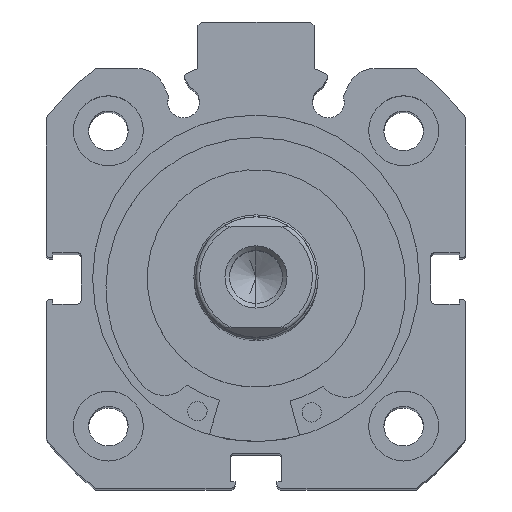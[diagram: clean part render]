
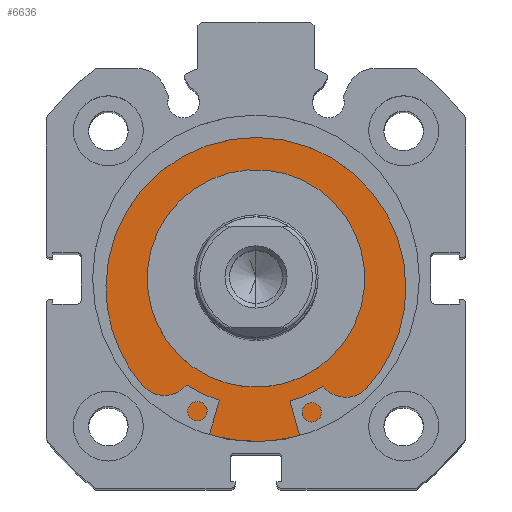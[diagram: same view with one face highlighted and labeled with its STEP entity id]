
A CAD part, top view. The second image highlights one B-rep face of the part: STEP entity #6636.
In plain terms, the highlighted face is planar.
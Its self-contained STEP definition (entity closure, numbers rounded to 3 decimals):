
#221 = AXIS2_PLACEMENT_3D ( 'NONE', #968, #969, #970 ) ;
#225 = AXIS2_PLACEMENT_3D ( 'NONE', #978, #979, #980 ) ;
#229 = AXIS2_PLACEMENT_3D ( 'NONE', #995, #1002, #1003 ) ;
#230 = AXIS2_PLACEMENT_3D ( 'NONE', #998, #1005, #1006 ) ;
#505 = AXIS2_PLACEMENT_3D ( 'NONE', #2338, #2340, #2341 ) ;
#968 = CARTESIAN_POINT ( 'NONE',  ( 3.5, 0., 0. ) ) ;
#969 = DIRECTION ( 'NONE',  ( -1., 0., 0. ) ) ;
#970 = DIRECTION ( 'NONE',  ( 0., 0., 1. ) ) ;
#978 = CARTESIAN_POINT ( 'NONE',  ( 3.5, 0., 0. ) ) ;
#979 = DIRECTION ( 'NONE',  ( -1., 0., 0. ) ) ;
#980 = DIRECTION ( 'NONE',  ( 0., 0., 1. ) ) ;
#995 = CARTESIAN_POINT ( 'NONE',  ( 3.5, 0., 0. ) ) ;
#998 = CARTESIAN_POINT ( 'NONE',  ( 3.5, 0., 0. ) ) ;
#1002 = DIRECTION ( 'NONE',  ( -1., 0., 0. ) ) ;
#1003 = DIRECTION ( 'NONE',  ( 0., 0., 1. ) ) ;
#1005 = DIRECTION ( 'NONE',  ( -1., 0., 0. ) ) ;
#1006 = DIRECTION ( 'NONE',  ( 0., 0., 1. ) ) ;
#1315 = CARTESIAN_POINT ( 'NONE',  ( 3.5, 0., 14. ) ) ;
#1316 = CARTESIAN_POINT ( 'NONE',  ( 3.5, 0., -14. ) ) ;
#1321 = CARTESIAN_POINT ( 'NONE',  ( 3.5, 0., -21. ) ) ;
#1322 = CARTESIAN_POINT ( 'NONE',  ( 3.5, 0., 21. ) ) ;
#2335 = PLANE ( 'NONE',  #505 ) ;
#2338 = CARTESIAN_POINT ( 'NONE',  ( 3.5, 21., 0. ) ) ;
#2340 = DIRECTION ( 'NONE',  ( 1., 0., 0. ) ) ;
#2341 = DIRECTION ( 'NONE',  ( 0., 0., -1. ) ) ;
#2652 = FACE_BOUND ( 'NONE', #6172, .T. ) ;
#2657 = FACE_OUTER_BOUND ( 'NONE', #6200, .T. ) ;
#2999 = ORIENTED_EDGE ( 'NONE', *, *, #4337, .T. ) ;
#3000 = ORIENTED_EDGE ( 'NONE', *, *, #4323, .T. ) ;
#3005 = ORIENTED_EDGE ( 'NONE', *, *, #4336, .F. ) ;
#3006 = ORIENTED_EDGE ( 'NONE', *, *, #4328, .F. ) ;
#4323 = EDGE_CURVE ( 'NONE', #4661, #4660, #7174, .T. ) ;
#4328 = EDGE_CURVE ( 'NONE', #4654, #4655, #7181, .T. ) ;
#4336 = EDGE_CURVE ( 'NONE', #4655, #4654, #7189, .T. ) ;
#4337 = EDGE_CURVE ( 'NONE', #4660, #4661, #7191, .T. ) ;
#4654 = VERTEX_POINT ( 'NONE', #1315 ) ;
#4655 = VERTEX_POINT ( 'NONE', #1316 ) ;
#4660 = VERTEX_POINT ( 'NONE', #1321 ) ;
#4661 = VERTEX_POINT ( 'NONE', #1322 ) ;
#6172 = EDGE_LOOP ( 'NONE', ( #3006, #3005 ) ) ;
#6200 = EDGE_LOOP ( 'NONE', ( #3000, #2999 ) ) ;
#6636 = ADVANCED_FACE ( 'NONE', ( #2652, #2657 ), #2335, .F. ) ;
#7174 = CIRCLE ( 'NONE', #221, 21. ) ;
#7181 = CIRCLE ( 'NONE', #225, 14. ) ;
#7189 = CIRCLE ( 'NONE', #229, 14. ) ;
#7191 = CIRCLE ( 'NONE', #230, 21. ) ;
